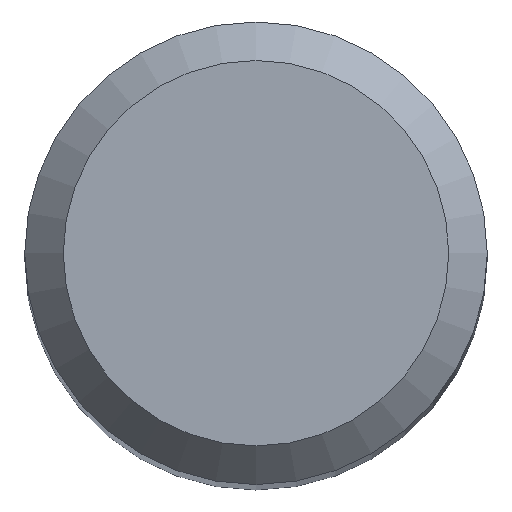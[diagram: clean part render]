
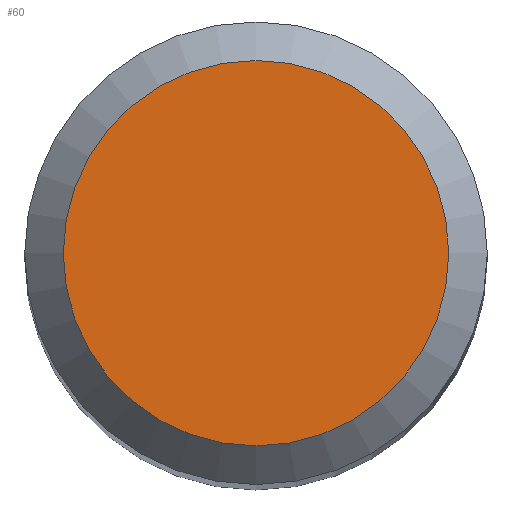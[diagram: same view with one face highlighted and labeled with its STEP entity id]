
A CAD part, top view. The second image highlights one B-rep face of the part: STEP entity #60.
In plain terms, the highlighted planar face has unit normal (0, 0, 1).
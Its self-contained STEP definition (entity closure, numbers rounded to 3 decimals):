
#44=PLANE('',#203);
#46=FACE_OUTER_BOUND('',#110,.T.);
#60=ADVANCED_FACE('',(#46),#44,.T.);
#110=EDGE_LOOP('',(#136));
#136=ORIENTED_EDGE('',*,*,#169,.T.);
#156=VERTEX_POINT('',#292);
#169=EDGE_CURVE('',#156,#156,#182,.T.);
#182=CIRCLE('',#201,2.5);
#201=AXIS2_PLACEMENT_3D('',#291,#241,#242);
#203=AXIS2_PLACEMENT_3D('',#294,#245,#246);
#241=DIRECTION('',(0.,0.,1.));
#242=DIRECTION('',(1.,0.,0.));
#245=DIRECTION('',(0.,0.,1.));
#246=DIRECTION('',(1.,0.,0.));
#291=CARTESIAN_POINT('',(0.,0.,0.));
#292=CARTESIAN_POINT('',(2.5,0.,0.));
#294=CARTESIAN_POINT('',(0.,0.,0.));
